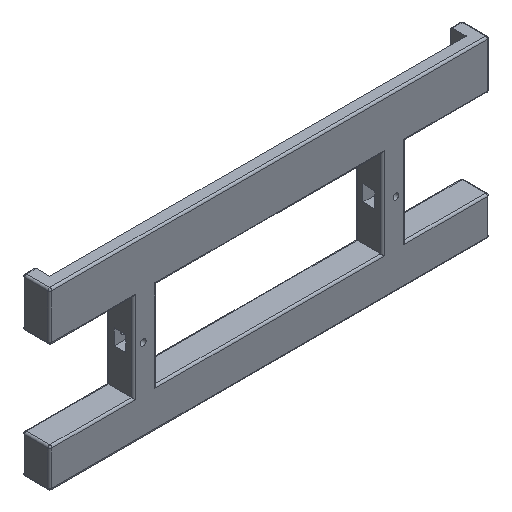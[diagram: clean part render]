
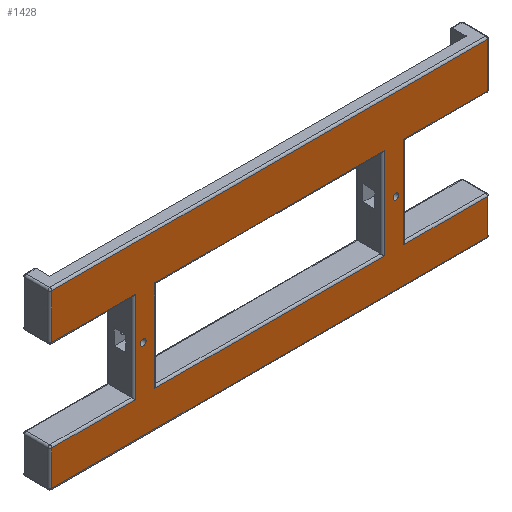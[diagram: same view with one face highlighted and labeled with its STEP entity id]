
A CAD part, isometric view. The second image highlights one B-rep face of the part: STEP entity #1428.
In plain terms, the highlighted planar face has unit normal (0, -1, 0).
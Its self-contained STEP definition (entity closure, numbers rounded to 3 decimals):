
#35=FACE_BOUND('',#298,.T.);
#36=FACE_BOUND('',#299,.T.);
#37=FACE_BOUND('',#300,.T.);
#132=CIRCLE('',#1569,7.5);
#133=CIRCLE('',#1570,7.5);
#201=FACE_OUTER_BOUND('',#297,.T.);
#297=EDGE_LOOP('',(#1120,#1121,#1122,#1123,#1124,#1125,#1126,#1127,#1128,
#1129,#1130,#1131));
#298=EDGE_LOOP('',(#1132));
#299=EDGE_LOOP('',(#1133));
#300=EDGE_LOOP('',(#1134,#1135,#1136,#1137));
#388=LINE('',#2208,#520);
#389=LINE('',#2213,#521);
#410=LINE('',#2280,#542);
#424=LINE('',#2318,#556);
#426=LINE('',#2325,#558);
#428=LINE('',#2330,#560);
#429=LINE('',#2333,#561);
#431=LINE('',#2338,#563);
#432=LINE('',#2340,#564);
#433=LINE('',#2342,#565);
#434=LINE('',#2344,#566);
#435=LINE('',#2346,#567);
#436=LINE('',#2348,#568);
#437=LINE('',#2350,#569);
#438=LINE('',#2352,#570);
#439=LINE('',#2353,#571);
#520=VECTOR('',#1743,10.);
#521=VECTOR('',#1750,10.);
#542=VECTOR('',#1817,10.);
#556=VECTOR('',#1853,10.);
#558=VECTOR('',#1861,10.);
#560=VECTOR('',#1867,10.);
#561=VECTOR('',#1872,10.);
#563=VECTOR('',#1878,10.);
#564=VECTOR('',#1879,10.);
#565=VECTOR('',#1880,10.);
#566=VECTOR('',#1881,10.);
#567=VECTOR('',#1882,10.);
#568=VECTOR('',#1883,10.);
#569=VECTOR('',#1884,10.);
#570=VECTOR('',#1885,10.);
#571=VECTOR('',#1886,10.);
#650=VERTEX_POINT('',#2203);
#651=VERTEX_POINT('',#2207);
#652=VERTEX_POINT('',#2211);
#675=VERTEX_POINT('',#2278);
#687=VERTEX_POINT('',#2316);
#688=VERTEX_POINT('',#2317);
#690=VERTEX_POINT('',#2324);
#691=VERTEX_POINT('',#2329);
#692=VERTEX_POINT('',#2337);
#693=VERTEX_POINT('',#2339);
#694=VERTEX_POINT('',#2341);
#695=VERTEX_POINT('',#2343);
#696=VERTEX_POINT('',#2345);
#697=VERTEX_POINT('',#2347);
#698=VERTEX_POINT('',#2349);
#699=VERTEX_POINT('',#2351);
#700=VERTEX_POINT('',#2354);
#701=VERTEX_POINT('',#2356);
#780=EDGE_CURVE('',#650,#651,#388,.T.);
#783=EDGE_CURVE('',#652,#650,#389,.T.);
#816=EDGE_CURVE('',#675,#652,#410,.T.);
#834=EDGE_CURVE('',#687,#688,#424,.T.);
#838=EDGE_CURVE('',#688,#690,#426,.T.);
#841=EDGE_CURVE('',#690,#691,#428,.T.);
#843=EDGE_CURVE('',#691,#687,#429,.T.);
#845=EDGE_CURVE('',#692,#675,#431,.T.);
#846=EDGE_CURVE('',#693,#692,#432,.T.);
#847=EDGE_CURVE('',#694,#693,#433,.T.);
#848=EDGE_CURVE('',#695,#694,#434,.T.);
#849=EDGE_CURVE('',#696,#695,#435,.T.);
#850=EDGE_CURVE('',#697,#696,#436,.T.);
#851=EDGE_CURVE('',#698,#697,#437,.T.);
#852=EDGE_CURVE('',#699,#698,#438,.T.);
#853=EDGE_CURVE('',#651,#699,#439,.T.);
#854=EDGE_CURVE('',#700,#700,#132,.T.);
#855=EDGE_CURVE('',#701,#701,#133,.T.);
#1120=ORIENTED_EDGE('',*,*,#816,.F.);
#1121=ORIENTED_EDGE('',*,*,#845,.F.);
#1122=ORIENTED_EDGE('',*,*,#846,.F.);
#1123=ORIENTED_EDGE('',*,*,#847,.F.);
#1124=ORIENTED_EDGE('',*,*,#848,.F.);
#1125=ORIENTED_EDGE('',*,*,#849,.F.);
#1126=ORIENTED_EDGE('',*,*,#850,.F.);
#1127=ORIENTED_EDGE('',*,*,#851,.F.);
#1128=ORIENTED_EDGE('',*,*,#852,.F.);
#1129=ORIENTED_EDGE('',*,*,#853,.F.);
#1130=ORIENTED_EDGE('',*,*,#780,.F.);
#1131=ORIENTED_EDGE('',*,*,#783,.F.);
#1132=ORIENTED_EDGE('',*,*,#854,.F.);
#1133=ORIENTED_EDGE('',*,*,#855,.T.);
#1134=ORIENTED_EDGE('',*,*,#834,.F.);
#1135=ORIENTED_EDGE('',*,*,#843,.F.);
#1136=ORIENTED_EDGE('',*,*,#841,.F.);
#1137=ORIENTED_EDGE('',*,*,#838,.F.);
#1372=PLANE('',#1568);
#1428=ADVANCED_FACE('',(#201,#35,#36,#37),#1372,.T.);
#1568=AXIS2_PLACEMENT_3D('',#2336,#1876,#1877);
#1569=AXIS2_PLACEMENT_3D('',#2355,#1887,#1888);
#1570=AXIS2_PLACEMENT_3D('',#2357,#1889,#1890);
#1743=DIRECTION('',(0.,0.,-1.));
#1750=DIRECTION('',(1.,0.,0.));
#1817=DIRECTION('',(0.,0.,1.));
#1853=DIRECTION('',(-1.,0.,0.));
#1861=DIRECTION('',(0.,0.,-1.));
#1867=DIRECTION('',(1.,0.,0.));
#1872=DIRECTION('',(0.,0.,1.));
#1876=DIRECTION('center_axis',(0.,-1.,0.));
#1877=DIRECTION('ref_axis',(1.,0.,0.));
#1878=DIRECTION('',(-1.,0.,0.));
#1879=DIRECTION('',(0.,0.,1.));
#1880=DIRECTION('',(1.,0.,0.));
#1881=DIRECTION('',(0.,0.,1.));
#1882=DIRECTION('',(-1.,0.,0.));
#1883=DIRECTION('',(0.,0.,-1.));
#1884=DIRECTION('',(1.,0.,0.));
#1885=DIRECTION('',(0.,0.,-1.));
#1886=DIRECTION('',(-1.,0.,0.));
#1887=DIRECTION('center_axis',(0.,-1.,0.));
#1888=DIRECTION('ref_axis',(-1.,0.,0.));
#1889=DIRECTION('center_axis',(0.,1.,0.));
#1890=DIRECTION('ref_axis',(1.,0.,0.));
#2203=CARTESIAN_POINT('',(-65.,-1193.267,559.3));
#2207=CARTESIAN_POINT('',(-65.,-1193.267,444.3));
#2208=CARTESIAN_POINT('',(-65.,-1193.267,533.05));
#2211=CARTESIAN_POINT('',(-1185.,-1193.267,559.3));
#2213=CARTESIAN_POINT('',(-907.5,-1193.267,559.3));
#2278=CARTESIAN_POINT('',(-1185.,-1193.267,444.3));
#2280=CARTESIAN_POINT('',(-1185.,-1193.267,470.55));
#2316=CARTESIAN_POINT('',(-330.,-1193.267,444.3));
#2317=CARTESIAN_POINT('',(-920.,-1193.267,444.3));
#2318=CARTESIAN_POINT('',(-342.5,-1193.267,444.3));
#2324=CARTESIAN_POINT('',(-920.,-1193.267,209.3));
#2325=CARTESIAN_POINT('',(-920.,-1193.267,358.05));
#2329=CARTESIAN_POINT('',(-330.,-1193.267,209.3));
#2330=CARTESIAN_POINT('',(-907.5,-1193.267,209.3));
#2333=CARTESIAN_POINT('',(-330.,-1193.267,358.05));
#2336=CARTESIAN_POINT('Origin',(-625.,-1193.267,501.8));
#2337=CARTESIAN_POINT('',(-970.,-1193.267,444.3));
#2338=CARTESIAN_POINT('',(-342.5,-1193.267,444.3));
#2339=CARTESIAN_POINT('',(-970.,-1193.267,209.3));
#2340=CARTESIAN_POINT('',(-970.,-1193.267,470.55));
#2341=CARTESIAN_POINT('',(-1185.,-1193.267,209.3));
#2342=CARTESIAN_POINT('',(-907.5,-1193.267,209.3));
#2343=CARTESIAN_POINT('',(-1185.,-1193.267,119.3));
#2344=CARTESIAN_POINT('',(-1185.,-1193.267,308.05));
#2345=CARTESIAN_POINT('',(-65.,-1193.267,119.3));
#2346=CARTESIAN_POINT('',(-342.5,-1193.267,119.3));
#2347=CARTESIAN_POINT('',(-65.,-1193.267,209.3));
#2348=CARTESIAN_POINT('',(-65.,-1193.267,358.05));
#2349=CARTESIAN_POINT('',(-280.,-1193.267,209.3));
#2350=CARTESIAN_POINT('',(-907.5,-1193.267,209.3));
#2351=CARTESIAN_POINT('',(-280.,-1193.267,444.3));
#2352=CARTESIAN_POINT('',(-280.,-1193.267,470.55));
#2353=CARTESIAN_POINT('',(-342.5,-1193.267,444.3));
#2354=CARTESIAN_POINT('',(-942.5,-1193.267,326.8));
#2355=CARTESIAN_POINT('Origin',(-950.,-1193.267,326.8));
#2356=CARTESIAN_POINT('',(-307.5,-1193.267,326.8));
#2357=CARTESIAN_POINT('Origin',(-300.,-1193.267,326.8));
